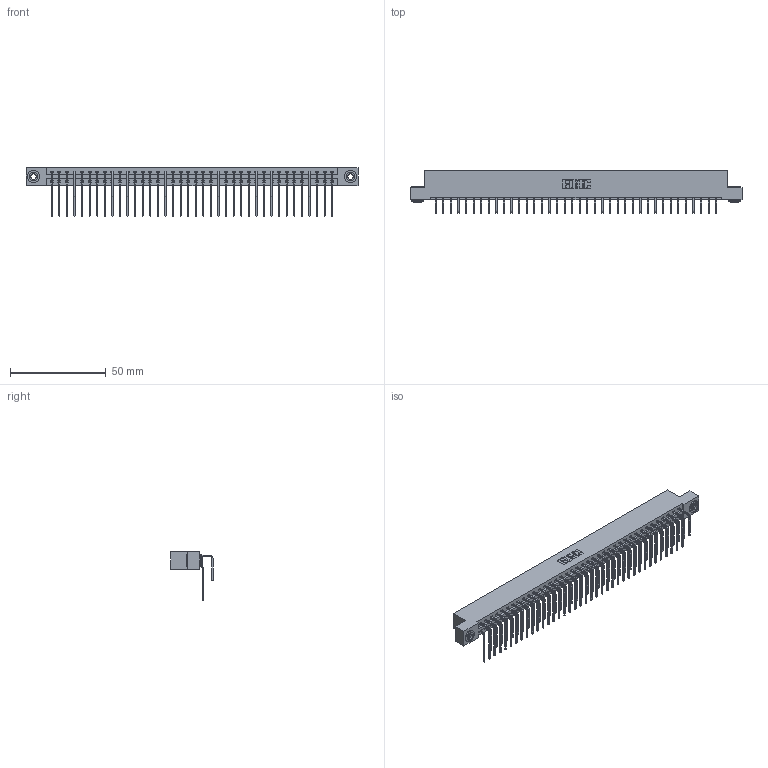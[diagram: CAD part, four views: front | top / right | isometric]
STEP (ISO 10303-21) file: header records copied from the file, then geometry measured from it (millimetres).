
FILE_DESCRIPTION (( 'STEP AP203' ), '1' );
FILE_NAME ('337-076-558-203.STEP', '2018-08-12T14:47:52', ( '' ), ( '' ), 'SwSTEP 2.0', 'SolidWorks 2016', '' );
FILE_SCHEMA (( 'CONFIG_CONTROL_DESIGN' ));
Length unit declared in the file: inch
Products named in the file (5): 337-076-558-203; 337 Part_Flush Mounting Lugs - 0.156 Dia-TH; 345-292-001_558 559 Tail - 1; 345-292-001_558 Tail - 2; 345-250-002_345-250-002-102
Assembly tree (79 placements, depth 2):
  337-076-558-203
    337 Part_Flush Mounting Lugs - 0.156 Dia-TH
    345-292-001_558 559 Tail - 1  x38
    345-292-001_558 Tail - 2  x38
    345-250-002_345-250-002-102  x2
Bounding box: 173.58 x 22.17 x 25.53 mm (x, y, z)
Volume: 18698.2 mm3; surface area: 23525.3 mm2
Topology: 79 solids, 79 shells, 4408 faces, 13079 edges, 8614 vertices
Faces by surface type: plane 3120, cylinder 1280, cone 8
Entity records: 32414 total; most frequent: CARTESIAN_POINT 5484, ORIENTED_EDGE 5362, DIRECTION 4687, EDGE_CURVE 2681, LINE 2489, VECTOR 2489, VERTEX_POINT 1782, AXIS2_PLACEMENT_3D 1099
